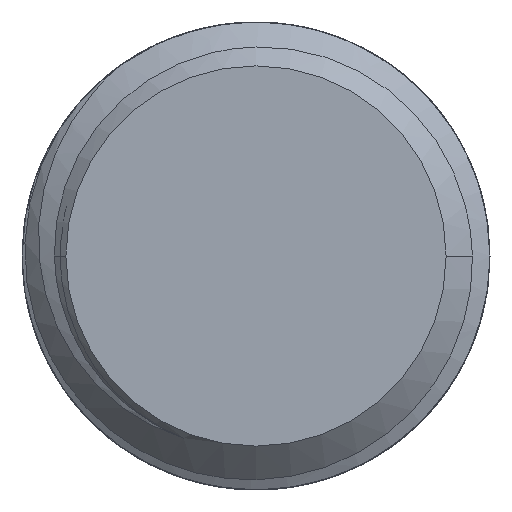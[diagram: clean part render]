
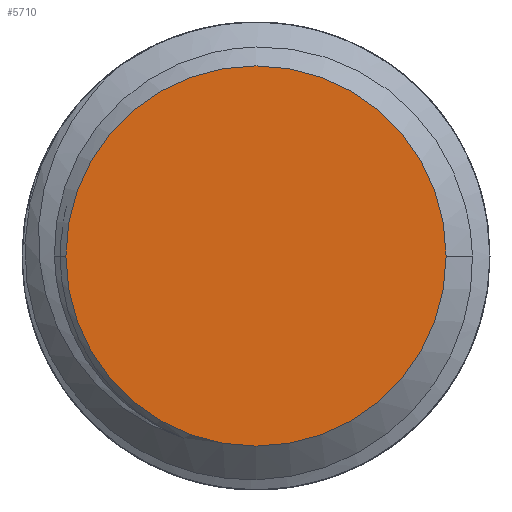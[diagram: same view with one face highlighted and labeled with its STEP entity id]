
A CAD part, front view. The second image highlights one B-rep face of the part: STEP entity #5710.
In plain terms, the highlighted planar face has unit normal (0, -1, 0).
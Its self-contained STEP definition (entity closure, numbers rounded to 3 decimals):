
#1=CARTESIAN_POINT('',(0.,0.,0.));
#2=DIRECTION('',(0.,1.,0.));
#3=DIRECTION('',(-1.,0.,0.));
#4=AXIS2_PLACEMENT_3D('',#1,#2,#3);
#6=CARTESIAN_POINT('',(0.,0.,0.));
#7=DIRECTION('',(0.,1.,0.));
#8=DIRECTION('',(1.,0.,0.));
#9=AXIS2_PLACEMENT_3D('',#6,#7,#8);
#5401=CARTESIAN_POINT('',(-3.25,0.,0.));
#5402=CARTESIAN_POINT('',(3.25,0.,0.));
#5403=VERTEX_POINT('',#5401);
#5404=VERTEX_POINT('',#5402);
#5699=CARTESIAN_POINT('',(0.,0.,0.));
#5700=DIRECTION('',(0.,-1.,0.));
#5701=DIRECTION('',(-1.,0.,0.));
#5702=AXIS2_PLACEMENT_3D('',#5699,#5700,#5701);
#5703=PLANE('',#5702);
#5705=ORIENTED_EDGE('',*,*,#5704,.T.);
#5707=ORIENTED_EDGE('',*,*,#5706,.T.);
#5708=EDGE_LOOP('',(#5705,#5707));
#5709=FACE_OUTER_BOUND('',#5708,.F.);
#5710=ADVANCED_FACE('',(#5709),#5703,.T.);
#5=CIRCLE('',#4,3.25);
#10=CIRCLE('',#9,3.25);
#5704=EDGE_CURVE('',#5403,#5404,#5,.T.);
#5706=EDGE_CURVE('',#5404,#5403,#10,.T.);
